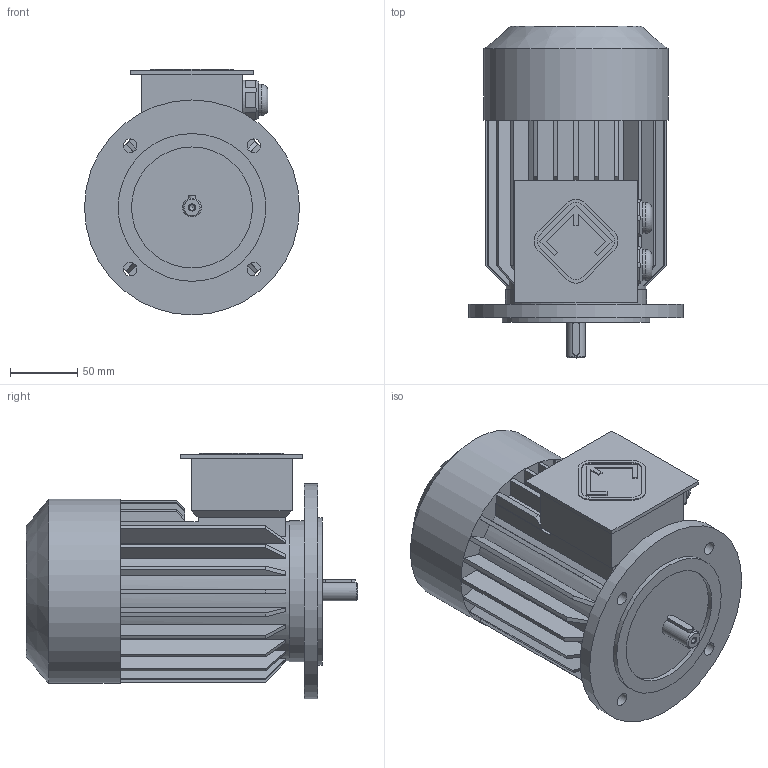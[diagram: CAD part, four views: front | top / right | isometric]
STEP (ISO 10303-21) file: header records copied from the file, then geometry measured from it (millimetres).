
FILE_DESCRIPTION(/* description */ ('Unknown'),/* implementation_level */ '2;1');
FILE_NAME(/* name */ 'AIS71_В5',/* time_stamp */ '2021-03-23T11:16:01+03:00',/* author */ ('Unknown'),/* organization */ ('Unknown'),/* preprocessor_version */ 'ST-DEVELOPER v16',/* originating_system */ 'DEX',/* authorisation */ $);
FILE_SCHEMA (('AUTOMOTIVE_DESIGN {1 0 10303 214 3 1 1}'));
Length unit declared in the file: millimetre
Products named in the file (1): AIS71_ﾂ5
Bounding box: 160 x 247 x 183 mm (x, y, z)
Volume: 2785812.9 mm3; surface area: 233251.4 mm2
Topology: 2 solids, 2 shells, 261 faces, 721 edges, 475 vertices
Faces by surface type: plane 179, cylinder 52, cone 28, torus 2
Full cylindrical faces by diameter (mm): 4.134 x2, 10 x4, 14 x1, 23.257 x2, 29.5 x2, 90 x1, 104 x1, 105 x1, 110 x1, 137 x1, 160 x1
Entity records: 10245 total; most frequent: CARTESIAN_POINT 1816, DIRECTION 1366, ORIENTED_EDGE 1362, EDGE_CURVE 681, AXIS2_PLACEMENT_3D 474, VERTEX_POINT 459, LINE 418, VECTOR 418
